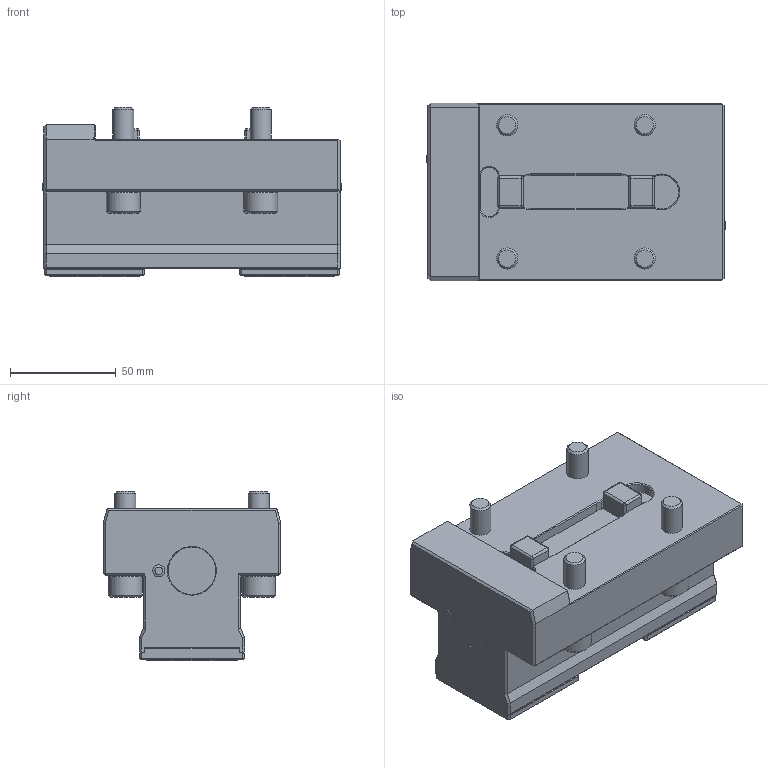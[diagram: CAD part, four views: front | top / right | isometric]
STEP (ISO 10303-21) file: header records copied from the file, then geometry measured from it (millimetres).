
FILE_DESCRIPTION(/* description */ (''),/* implementation_level */ '2;1');
FILE_NAME(/* name */ '1615893855299.stp',/* time_stamp */ '2021-03-16T12:24:21+01:00',/* author */ (''),/* organization */ ('SMS'),/* preprocessor_version */ 'ST-DEVELOPER v16.7',/* originating_system */ 'SIEMENS PLM Software NX 12.0',/* authorisation */ '');
FILE_SCHEMA (('AUTOMOTIVE_DESIGN { 1 0 10303 214 3 1 1 1 }'));
Length unit declared in the file: millimetre
Products named in the file (1): 203427341mod000_00
Bounding box: 141 x 84 x 80 mm (x, y, z)
Volume: 540383.1 mm3; surface area: 64620.1 mm2
Topology: 1 solids, 1 shells, 390 faces, 991 edges, 609 vertices
Faces by surface type: plane 225, cylinder 74, cone 39, torus 24, sphere 18, bspline 10
Full cylindrical faces by diameter (mm): 2.5 x2, 5.7 x2, 10 x4, 16 x4, 20 x2, 22.5 x2, 23 x2, 23.2 x2, 31.6 x2
Entity records: 12058 total; most frequent: CARTESIAN_POINT 3080, DIRECTION 1815, ORIENTED_EDGE 1796, EDGE_CURVE 898, AXIS2_PLACEMENT_3D 634, VERTEX_POINT 580, LINE 547, VECTOR 547
